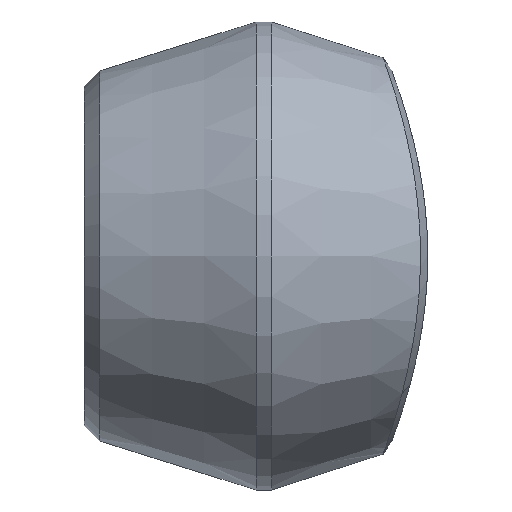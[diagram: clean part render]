
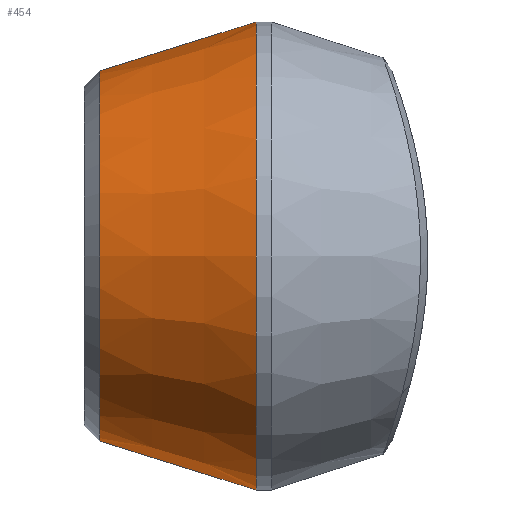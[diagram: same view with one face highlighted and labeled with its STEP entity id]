
A CAD part, left-side view. The second image highlights one B-rep face of the part: STEP entity #454.
In plain terms, the highlighted conical face has half-angle 17.418 degrees and reference radius 20.079 mm.
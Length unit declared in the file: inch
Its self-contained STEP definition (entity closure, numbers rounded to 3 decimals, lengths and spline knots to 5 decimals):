
#47 = CARTESIAN_POINT ( 'NONE',  ( 0., 2.996, 0.7905 ) ) ;
#58 = DIRECTION ( 'NONE',  ( 0., 0., -1. ) ) ;
#92 = EDGE_CURVE ( 'NONE', #1203, #103, #404, .T. ) ;
#100 = VERTEX_POINT ( 'NONE', #348 ) ;
#103 = VERTEX_POINT ( 'NONE', #245 ) ;
#137 = EDGE_CURVE ( 'NONE', #669, #100, #847, .T. ) ;
#144 = DIRECTION ( 'NONE',  ( 0., 0., -1. ) ) ;
#178 = DIRECTION ( 'NONE',  ( 0., -0.954, -0.299 ) ) ;
#205 = EDGE_CURVE ( 'NONE', #669, #1203, #423, .T. ) ;
#245 = CARTESIAN_POINT ( 'NONE',  ( 0., 2.32821, -1. ) ) ;
#284 = VECTOR ( 'NONE', #178, 39.37008 ) ;
#338 = ORIENTED_EDGE ( 'NONE', *, *, #137, .T. ) ;
#348 = CARTESIAN_POINT ( 'NONE',  ( 0., 2.996, -0.7905 ) ) ;
#352 = FACE_OUTER_BOUND ( 'NONE', #1008, .T. ) ;
#404 = CIRCLE ( 'NONE', #1175, 1. ) ;
#423 = LINE ( 'NONE', #47, #915 ) ;
#454 = ADVANCED_FACE ( 'NONE', ( #352 ), #508, .T. ) ;
#462 = ORIENTED_EDGE ( 'NONE', *, *, #588, .T. ) ;
#508 = CONICAL_SURFACE ( 'NONE', #766, 0.7905, 0.304 ) ;
#518 = DIRECTION ( 'NONE',  ( 0., 0., -1. ) ) ;
#520 = CARTESIAN_POINT ( 'NONE',  ( 0., 2.32821, 1. ) ) ;
#536 = DIRECTION ( 'NONE',  ( 0., -1., 0. ) ) ;
#588 = EDGE_CURVE ( 'NONE', #100, #103, #665, .T. ) ;
#617 = CARTESIAN_POINT ( 'NONE',  ( 0., 2.32821, 0. ) ) ;
#665 = LINE ( 'NONE', #672, #284 ) ;
#669 = VERTEX_POINT ( 'NONE', #745 ) ;
#672 = CARTESIAN_POINT ( 'NONE',  ( 0., 2.996, -0.7905 ) ) ;
#676 = ORIENTED_EDGE ( 'NONE', *, *, #205, .F. ) ;
#745 = CARTESIAN_POINT ( 'NONE',  ( 0., 2.996, 0.7905 ) ) ;
#766 = AXIS2_PLACEMENT_3D ( 'NONE', #930, #1030, #58 ) ;
#847 = CIRCLE ( 'NONE', #951, 0.7905 ) ;
#907 = ORIENTED_EDGE ( 'NONE', *, *, #92, .F. ) ;
#915 = VECTOR ( 'NONE', #1118, 39.37008 ) ;
#930 = CARTESIAN_POINT ( 'NONE',  ( 0., 2.996, 0. ) ) ;
#951 = AXIS2_PLACEMENT_3D ( 'NONE', #1191, #1213, #518 ) ;
#1008 = EDGE_LOOP ( 'NONE', ( #676, #338, #462, #907 ) ) ;
#1030 = DIRECTION ( 'NONE',  ( 0., -1., 0. ) ) ;
#1118 = DIRECTION ( 'NONE',  ( 0., -0.954, 0.299 ) ) ;
#1175 = AXIS2_PLACEMENT_3D ( 'NONE', #617, #536, #144 ) ;
#1191 = CARTESIAN_POINT ( 'NONE',  ( 0., 2.996, 0. ) ) ;
#1203 = VERTEX_POINT ( 'NONE', #520 ) ;
#1213 = DIRECTION ( 'NONE',  ( 0., -1., 0. ) ) ;
